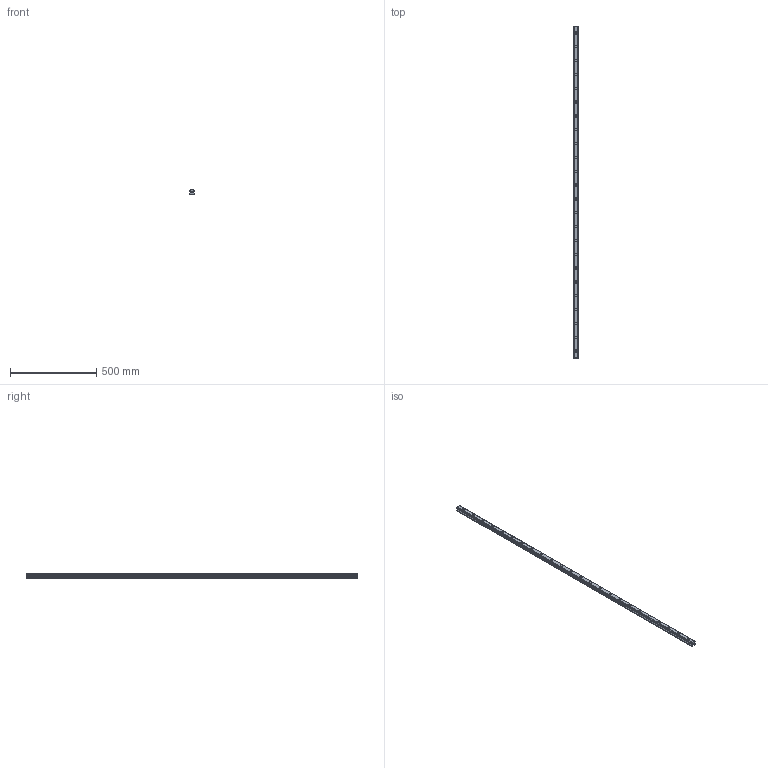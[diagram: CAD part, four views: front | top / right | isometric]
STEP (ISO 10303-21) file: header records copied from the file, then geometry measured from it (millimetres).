
FILE_DESCRIPTION(('STEP AP214'),'1');
FILE_NAME('cctmp_4EDF05C7-41FB-48AE-AE25-FDACC01A3202_2020_6_24_14_52_0_729..stp','2020-06-24T12:52:00',('HIWIN GmbH'),('CADClick - www.CADClick.com'),'Spatial InterOp 3D',' ','unknown authorization');
FILE_SCHEMA(('AUTOMOTIVE_DESIGN'));
Length unit declared in the file: millimetre
Products named in the file (1): HGR30R1920H_FILE
Bounding box: 28 x 1920 x 26 mm (x, y, z)
Volume: 1117098.1 mm3; surface area: 238336.8 mm2
Topology: 1 solids, 1 shells, 331 faces, 759 edges, 506 vertices
Faces by surface type: cylinder 166, plane 165
Entity records: 12137 total; most frequent: DIRECTION 1755, CARTESIAN_POINT 1597, ORIENTED_EDGE 1518, EDGE_CURVE 759, AXIS2_PLACEMENT_3D 664, VERTEX_POINT 506, LINE 427, VECTOR 427
